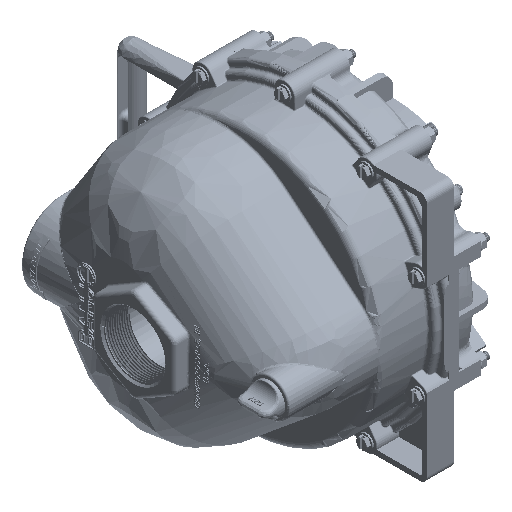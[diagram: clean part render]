
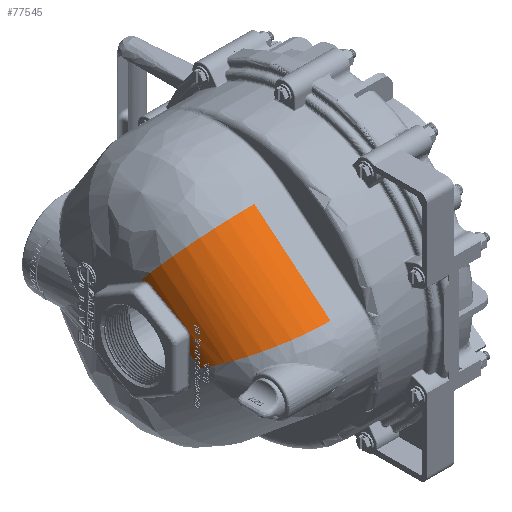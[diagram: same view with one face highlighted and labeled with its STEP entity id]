
A CAD part, isometric view. The second image highlights one B-rep face of the part: STEP entity #77545.
In plain terms, the highlighted cylindrical face has radius 63.5 mm (diameter 127 mm), a partial arc.
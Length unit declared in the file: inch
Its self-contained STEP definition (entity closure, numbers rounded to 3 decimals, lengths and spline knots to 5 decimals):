
#641=ELLIPSE('',#83776,15.30118,2.5);
#642=ELLIPSE('',#83780,3.27767,2.5);
#649=ELLIPSE('',#83806,2.67469,2.5);
#680=ELLIPSE('',#84117,2.64691,2.5);
#681=ELLIPSE('',#84118,2.64691,2.5);
#682=ELLIPSE('',#84119,2.64691,2.5);
#3309=CYLINDRICAL_SURFACE('',#84120,2.5);
#5694=CIRCLE('',#84121,2.5);
#10807=FACE_OUTER_BOUND('',#15445,.T.);
#15445=EDGE_LOOP('',(#62361,#62362,#62363,#62364,#62365,#62366,#62367,#62368,
#62369,#62370,#62371,#62372,#62373,#62374,#62375,#62376,#62377));
#19402=B_SPLINE_CURVE_WITH_KNOTS('',3,(#138935,#138936,#138937,#138938,
#138939),.UNSPECIFIED.,.F.,.F.,(4,1,4),(-0.8229,-0.47125,
-0.00238),.UNSPECIFIED.);
#19403=B_SPLINE_CURVE_WITH_KNOTS('',3,(#138968,#138969,#138970,#138971,
#138972),.UNSPECIFIED.,.F.,.F.,(4,1,4),(-0.82196,-0.35227,
0.),.UNSPECIFIED.);
#22210=LINE('',#134113,#27401);
#22211=LINE('',#134124,#27402);
#22238=LINE('',#134315,#27429);
#22268=LINE('',#134653,#27459);
#22269=LINE('',#134655,#27460);
#22270=LINE('',#134657,#27461);
#22753=LINE('',#135829,#27944);
#23243=LINE('',#146945,#28434);
#27401=VECTOR('',#94129,0.3937);
#27402=VECTOR('',#94130,0.3937);
#27429=VECTOR('',#94173,0.3937);
#27459=VECTOR('',#94215,0.3937);
#27460=VECTOR('',#94218,0.3937);
#27461=VECTOR('',#94219,0.3937);
#27944=VECTOR('',#95226,0.3937);
#28434=VECTOR('',#97028,0.3937);
#34042=VERTEX_POINT('',#134110);
#34043=VERTEX_POINT('',#134112);
#34045=VERTEX_POINT('',#134118);
#34046=VERTEX_POINT('',#134123);
#34072=VERTEX_POINT('',#134313);
#34073=VERTEX_POINT('',#134314);
#34114=VERTEX_POINT('',#134656);
#34536=VERTEX_POINT('',#135826);
#34537=VERTEX_POINT('',#135828);
#34861=VERTEX_POINT('',#138894);
#34864=VERTEX_POINT('',#138899);
#34865=VERTEX_POINT('',#138927);
#34868=VERTEX_POINT('',#138966);
#34932=VERTEX_POINT('',#139775);
#35141=VERTEX_POINT('',#146938);
#35142=VERTEX_POINT('',#146940);
#35143=VERTEX_POINT('',#146944);
#43146=EDGE_CURVE('',#34043,#34042,#22210,.T.);
#43149=EDGE_CURVE('',#34046,#34045,#22211,.T.);
#43193=EDGE_CURVE('',#34072,#34073,#22238,.T.);
#43257=EDGE_CURVE('',#34045,#34043,#22268,.T.);
#43258=EDGE_CURVE('',#34073,#34046,#22269,.T.);
#43259=EDGE_CURVE('',#34114,#34072,#22270,.T.);
#43843=EDGE_CURVE('',#34537,#34536,#22753,.T.);
#44363=EDGE_CURVE('',#34864,#34861,#641,.T.);
#44366=EDGE_CURVE('',#34861,#34865,#19402,.T.);
#44368=EDGE_CURVE('',#34868,#34864,#19403,.T.);
#44371=EDGE_CURVE('',#34114,#34868,#642,.T.);
#44399=EDGE_CURVE('',#34865,#34536,#649,.T.);
#44857=EDGE_CURVE('',#34932,#35141,#680,.T.);
#44858=EDGE_CURVE('',#35141,#35142,#681,.T.);
#44859=EDGE_CURVE('',#35142,#34042,#682,.T.);
#44860=EDGE_CURVE('',#34932,#35143,#23243,.T.);
#44861=EDGE_CURVE('',#34537,#35143,#5694,.T.);
#62361=ORIENTED_EDGE('',*,*,#44371,.F.);
#62362=ORIENTED_EDGE('',*,*,#43259,.T.);
#62363=ORIENTED_EDGE('',*,*,#43193,.T.);
#62364=ORIENTED_EDGE('',*,*,#43258,.T.);
#62365=ORIENTED_EDGE('',*,*,#43149,.T.);
#62366=ORIENTED_EDGE('',*,*,#43257,.T.);
#62367=ORIENTED_EDGE('',*,*,#43146,.T.);
#62368=ORIENTED_EDGE('',*,*,#44859,.F.);
#62369=ORIENTED_EDGE('',*,*,#44858,.F.);
#62370=ORIENTED_EDGE('',*,*,#44857,.F.);
#62371=ORIENTED_EDGE('',*,*,#44860,.T.);
#62372=ORIENTED_EDGE('',*,*,#44861,.F.);
#62373=ORIENTED_EDGE('',*,*,#43843,.T.);
#62374=ORIENTED_EDGE('',*,*,#44399,.F.);
#62375=ORIENTED_EDGE('',*,*,#44366,.F.);
#62376=ORIENTED_EDGE('',*,*,#44363,.F.);
#62377=ORIENTED_EDGE('',*,*,#44368,.F.);
#77545=ADVANCED_FACE('',(#10807),#3309,.T.);
#83776=AXIS2_PLACEMENT_3D('',#138901,#96113,#96114);
#83780=AXIS2_PLACEMENT_3D('',#139000,#96121,#96122);
#83806=AXIS2_PLACEMENT_3D('',#139175,#96177,#96178);
#84117=AXIS2_PLACEMENT_3D('',#146939,#97020,#97021);
#84118=AXIS2_PLACEMENT_3D('',#146941,#97022,#97023);
#84119=AXIS2_PLACEMENT_3D('',#146942,#97024,#97025);
#84120=AXIS2_PLACEMENT_3D('',#146943,#97026,#97027);
#84121=AXIS2_PLACEMENT_3D('',#146946,#97029,#97030);
#94129=DIRECTION('',(0.638,-0.77,0.));
#94130=DIRECTION('',(0.638,-0.77,0.));
#94173=DIRECTION('',(0.638,-0.77,0.));
#94215=DIRECTION('',(0.638,-0.77,0.));
#94218=DIRECTION('',(0.638,-0.77,0.));
#94219=DIRECTION('',(0.638,-0.77,0.));
#95226=DIRECTION('',(0.638,-0.77,0.));
#96113=DIRECTION('center_axis',(0.864,0.503,0.));
#96114=DIRECTION('ref_axis',(0.503,-0.864,0.));
#96121=DIRECTION('center_axis',(0.012,1.,0.));
#96122=DIRECTION('ref_axis',(-1.,0.012,0.));
#96177=DIRECTION('center_axis',(0.87,-0.493,0.));
#96178=DIRECTION('ref_axis',(-0.493,-0.87,0.));
#97020=DIRECTION('center_axis',(0.855,-0.518,0.));
#97021=DIRECTION('ref_axis',(-0.518,-0.855,0.));
#97022=DIRECTION('center_axis',(0.855,-0.518,0.));
#97023=DIRECTION('ref_axis',(-0.518,-0.855,0.));
#97024=DIRECTION('center_axis',(0.855,-0.518,0.));
#97025=DIRECTION('ref_axis',(-0.518,-0.855,0.));
#97026=DIRECTION('center_axis',(0.638,-0.77,0.));
#97027=DIRECTION('ref_axis',(-0.545,-0.451,-0.707));
#97028=DIRECTION('',(-0.638,0.77,0.));
#97029=DIRECTION('center_axis',(-0.638,0.77,0.));
#97030=DIRECTION('ref_axis',(0.,0.,-1.));
#134110=CARTESIAN_POINT('',(0.,-1.91105,-6.));
#134112=CARTESIAN_POINT('',(-0.00374,-1.90653,-6.));
#134113=CARTESIAN_POINT('',(-0.26683,-1.58879,-6.));
#134118=CARTESIAN_POINT('',(-0.0267,-1.8788,-6.));
#134123=CARTESIAN_POINT('',(-0.05805,-1.84094,-6.));
#134124=CARTESIAN_POINT('',(-0.26683,-1.58879,-6.));
#134313=CARTESIAN_POINT('',(-0.13497,-1.74804,-6.));
#134314=CARTESIAN_POINT('',(-0.07889,-1.81577,-6.));
#134315=CARTESIAN_POINT('',(-0.26683,-1.58879,-6.));
#134653=CARTESIAN_POINT('',(-0.26683,-1.58879,-6.));
#134655=CARTESIAN_POINT('',(-0.26683,-1.58879,-6.));
#134656=CARTESIAN_POINT('',(-0.29067,-1.56,-6.));
#134657=CARTESIAN_POINT('',(-0.26683,-1.58879,-6.));
#135826=CARTESIAN_POINT('',(-1.71138,0.15581,-6.));
#135828=CARTESIAN_POINT('',(-1.73593,0.18546,-6.));
#135829=CARTESIAN_POINT('',(-0.26683,-1.58879,-6.));
#138894=CARTESIAN_POINT('',(-1.70826,-0.15203,-5.99247));
#138899=CARTESIAN_POINT('',(-0.98221,-1.39842,-5.96281));
#138901=CARTESIAN_POINT('Origin',(-2.3057,0.87359,-3.5));
#138927=CARTESIAN_POINT('',(-1.71183,0.15501,-6.));
#138935=CARTESIAN_POINT('Ctrl Pts',(-1.70826,-0.15203,
-5.99247));
#138936=CARTESIAN_POINT('Ctrl Pts',(-1.73147,-0.11218,
-5.99305));
#138937=CARTESIAN_POINT('Ctrl Pts',(-1.76518,-0.00651,
-5.99637));
#138938=CARTESIAN_POINT('Ctrl Pts',(-1.74156,0.10257,
-5.99998));
#138939=CARTESIAN_POINT('Ctrl Pts',(-1.71183,0.15501,
-6.));
#138966=CARTESIAN_POINT('',(-0.71569,-1.55504,-5.97889));
#138968=CARTESIAN_POINT('Ctrl Pts',(-0.71569,-1.55504,
-5.97889));
#138969=CARTESIAN_POINT('Ctrl Pts',(-0.77617,-1.55433,
-5.97286));
#138970=CARTESIAN_POINT('Ctrl Pts',(-0.88317,-1.5203,
-5.96266));
#138971=CARTESIAN_POINT('Ctrl Pts',(-0.95897,-1.43833,
-5.9615));
#138972=CARTESIAN_POINT('Ctrl Pts',(-0.98221,-1.39842,
-5.96281));
#139000=CARTESIAN_POINT('Origin',(-0.29067,-1.56,-3.5));
#139175=CARTESIAN_POINT('Origin',(-1.71138,0.15581,-3.5));
#139775=CARTESIAN_POINT('',(-1.37102,-4.17521,-3.5));
#146938=CARTESIAN_POINT('',(-0.3502,-2.48938,-5.91707));
#146939=CARTESIAN_POINT('Origin',(0.,-1.91105,
-3.5));
#146940=CARTESIAN_POINT('',(-0.21264,-2.26221,-5.96975));
#146941=CARTESIAN_POINT('Origin',(0.,-1.91105,
-3.5));
#146942=CARTESIAN_POINT('Origin',(0.,-1.91105,
-3.5));
#146943=CARTESIAN_POINT('Origin',(-0.26683,-1.58879,
-3.5));
#146944=CARTESIAN_POINT('',(-3.66151,-1.40894,-3.5));
#146945=CARTESIAN_POINT('',(-2.19242,-3.18319,-3.5));
#146946=CARTESIAN_POINT('Origin',(-1.73593,0.18546,-3.5));
